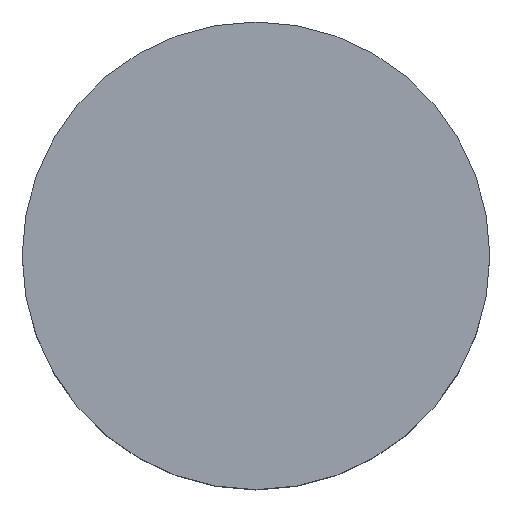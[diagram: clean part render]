
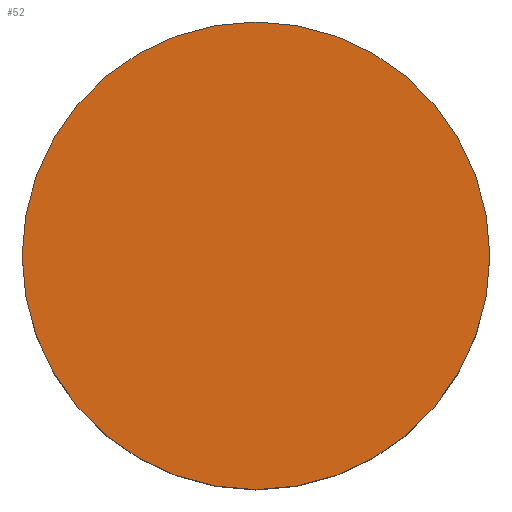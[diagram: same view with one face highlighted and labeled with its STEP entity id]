
A CAD part, top view. The second image highlights one B-rep face of the part: STEP entity #52.
In plain terms, the highlighted planar face has unit normal (0, 0, 1).
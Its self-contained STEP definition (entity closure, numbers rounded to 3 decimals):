
#1 = VERTEX_POINT ( 'NONE', #98 ) ;
#11 = AXIS2_PLACEMENT_3D ( 'NONE', #12, #26, #27 ) ;
#12 = CARTESIAN_POINT ( 'NONE',  ( 0., 0., 2.16 ) ) ;
#13 = EDGE_CURVE ( 'NONE', #1, #43, #101, .T. ) ;
#26 = DIRECTION ( 'NONE',  ( 0., 0., 1. ) ) ;
#27 = DIRECTION ( 'NONE',  ( 1., 0., 0. ) ) ;
#28 = DIRECTION ( 'NONE',  ( 1., 0., 0. ) ) ;
#36 = FACE_OUTER_BOUND ( 'NONE', #71, .T. ) ;
#38 = DIRECTION ( 'NONE',  ( 0., 0., 1. ) ) ;
#39 = DIRECTION ( 'NONE',  ( 0., 0., 1. ) ) ;
#41 = CIRCLE ( 'NONE', #45, 2.45 ) ;
#43 = VERTEX_POINT ( 'NONE', #58 ) ;
#45 = AXIS2_PLACEMENT_3D ( 'NONE', #47, #38, #28 ) ;
#47 = CARTESIAN_POINT ( 'NONE',  ( 0., 0., 2.16 ) ) ;
#48 = AXIS2_PLACEMENT_3D ( 'NONE', #77, #39, #91 ) ;
#52 = ADVANCED_FACE ( 'NONE', ( #36 ), #114, .T. ) ;
#53 = ORIENTED_EDGE ( 'NONE', *, *, #13, .T. ) ;
#58 = CARTESIAN_POINT ( 'NONE',  ( 2.45, 0., 2.16 ) ) ;
#65 = EDGE_CURVE ( 'NONE', #43, #1, #41, .T. ) ;
#71 = EDGE_LOOP ( 'NONE', ( #53, #118 ) ) ;
#77 = CARTESIAN_POINT ( 'NONE',  ( 0., 0., 2.16 ) ) ;
#91 = DIRECTION ( 'NONE',  ( 1., 0., 0. ) ) ;
#98 = CARTESIAN_POINT ( 'NONE',  ( -2.45, 0., 2.16 ) ) ;
#101 = CIRCLE ( 'NONE', #11, 2.45 ) ;
#114 = PLANE ( 'NONE',  #48 ) ;
#118 = ORIENTED_EDGE ( 'NONE', *, *, #65, .T. ) ;
